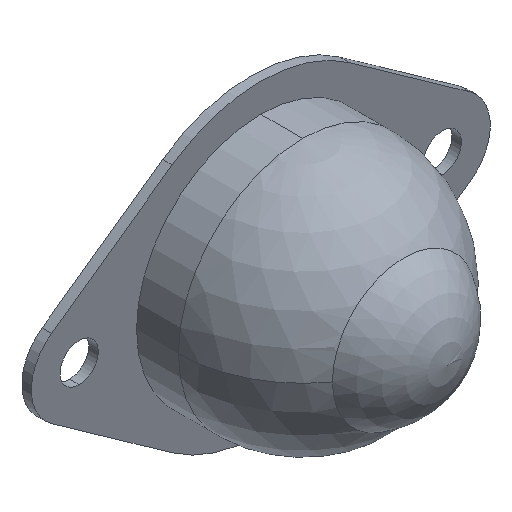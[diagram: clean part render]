
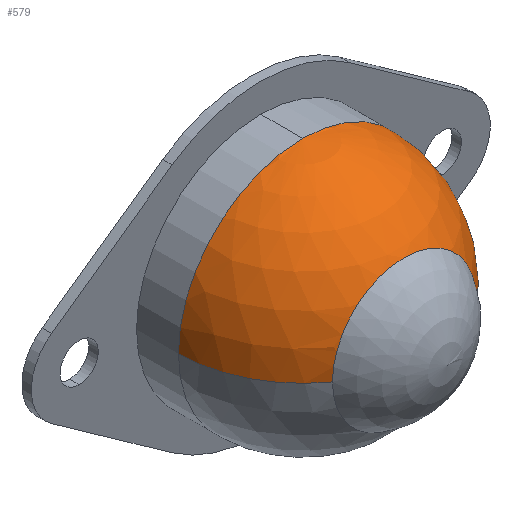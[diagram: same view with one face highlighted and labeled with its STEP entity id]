
A CAD part, isometric view. The second image highlights one B-rep face of the part: STEP entity #579.
In plain terms, the highlighted spherical face has radius 13 mm.
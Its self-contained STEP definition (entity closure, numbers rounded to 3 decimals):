
#20 = AXIS2_PLACEMENT_3D ( 'NONE', #112, #380, #255 ) ;
#24 = VERTEX_POINT ( 'NONE', #479 ) ;
#26 = CARTESIAN_POINT ( 'NONE',  ( 0., 6.618, 0. ) ) ;
#27 = ORIENTED_EDGE ( 'NONE', *, *, #521, .F. ) ;
#92 = EDGE_CURVE ( 'NONE', #357, #282, #269, .T. ) ;
#112 = CARTESIAN_POINT ( 'NONE',  ( 0., 6.618, 0. ) ) ;
#117 = CARTESIAN_POINT ( 'NONE',  ( 0., -4., 0. ) ) ;
#120 = DIRECTION ( 'NONE',  ( 0., 0., 1. ) ) ;
#160 = CARTESIAN_POINT ( 'NONE',  ( 0., 6.618, 0. ) ) ;
#176 = CARTESIAN_POINT ( 'NONE',  ( 7.5, -4., 0. ) ) ;
#236 = DIRECTION ( 'NONE',  ( -1., 0., 0. ) ) ;
#237 = AXIS2_PLACEMENT_3D ( 'NONE', #26, #732, #236 ) ;
#238 = CARTESIAN_POINT ( 'NONE',  ( 0., 6.618, 0. ) ) ;
#248 = EDGE_LOOP ( 'NONE', ( #708, #536, #815, #27, #832 ) ) ;
#252 = DIRECTION ( 'NONE',  ( 0., 0., 1. ) ) ;
#255 = DIRECTION ( 'NONE',  ( 1., 0., 0. ) ) ;
#269 = CIRCLE ( 'NONE', #858, 7.5 ) ;
#278 = EDGE_CURVE ( 'NONE', #282, #335, #383, .T. ) ;
#282 = VERTEX_POINT ( 'NONE', #176 ) ;
#335 = VERTEX_POINT ( 'NONE', #683 ) ;
#343 = SPHERICAL_SURFACE ( 'NONE', #20, 13. ) ;
#357 = VERTEX_POINT ( 'NONE', #810 ) ;
#362 = VERTEX_POINT ( 'NONE', #722 ) ;
#374 = DIRECTION ( 'NONE',  ( 0., 1., 0. ) ) ;
#380 = DIRECTION ( 'NONE',  ( 0., 0., -1. ) ) ;
#383 = CIRCLE ( 'NONE', #692, 13. ) ;
#453 = DIRECTION ( 'NONE',  ( 0., 0., 1. ) ) ;
#459 = CIRCLE ( 'NONE', #461, 13. ) ;
#461 = AXIS2_PLACEMENT_3D ( 'NONE', #238, #374, #869 ) ;
#479 = CARTESIAN_POINT ( 'NONE',  ( 0., 6.618, 13. ) ) ;
#521 = EDGE_CURVE ( 'NONE', #24, #335, #768, .T. ) ;
#525 = EDGE_CURVE ( 'NONE', #357, #362, #890, .T. ) ;
#529 = DIRECTION ( 'NONE',  ( 1., 0., 0. ) ) ;
#536 = ORIENTED_EDGE ( 'NONE', *, *, #92, .T. ) ;
#576 = AXIS2_PLACEMENT_3D ( 'NONE', #160, #744, #252 ) ;
#579 = ADVANCED_FACE ( 'NONE', ( #716 ), #343, .T. ) ;
#665 = EDGE_CURVE ( 'NONE', #362, #24, #459, .T. ) ;
#676 = CARTESIAN_POINT ( 'NONE',  ( 0., 6.618, 0. ) ) ;
#683 = CARTESIAN_POINT ( 'NONE',  ( 13., 6.618, 0. ) ) ;
#692 = AXIS2_PLACEMENT_3D ( 'NONE', #676, #453, #529 ) ;
#708 = ORIENTED_EDGE ( 'NONE', *, *, #525, .F. ) ;
#716 = FACE_OUTER_BOUND ( 'NONE', #248, .T. ) ;
#722 = CARTESIAN_POINT ( 'NONE',  ( -13., 6.618, 0. ) ) ;
#732 = DIRECTION ( 'NONE',  ( 0., 0., -1. ) ) ;
#744 = DIRECTION ( 'NONE',  ( 0., 1., 0. ) ) ;
#768 = CIRCLE ( 'NONE', #576, 13. ) ;
#810 = CARTESIAN_POINT ( 'NONE',  ( -7.5, -4., 0. ) ) ;
#815 = ORIENTED_EDGE ( 'NONE', *, *, #278, .T. ) ;
#832 = ORIENTED_EDGE ( 'NONE', *, *, #665, .F. ) ;
#858 = AXIS2_PLACEMENT_3D ( 'NONE', #117, #889, #120 ) ;
#869 = DIRECTION ( 'NONE',  ( 0., 0., 1. ) ) ;
#889 = DIRECTION ( 'NONE',  ( 0., 1., 0. ) ) ;
#890 = CIRCLE ( 'NONE', #237, 13. ) ;
